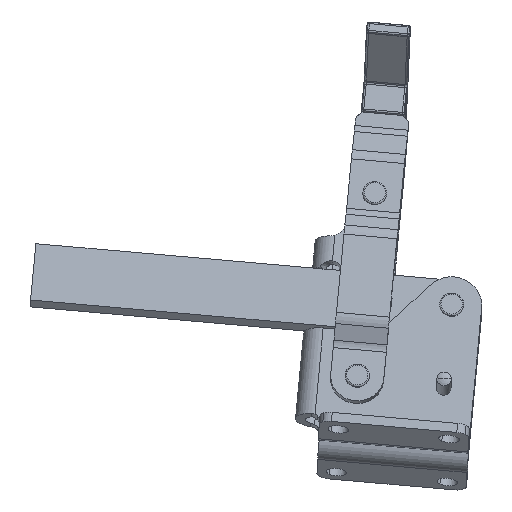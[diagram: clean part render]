
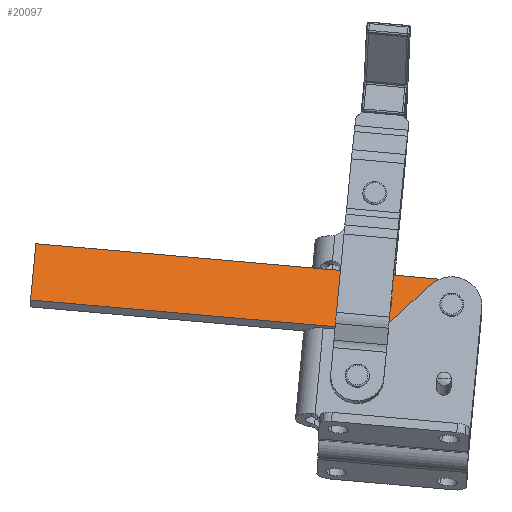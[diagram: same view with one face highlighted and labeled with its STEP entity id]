
A CAD part, front view. The second image highlights one B-rep face of the part: STEP entity #20097.
In plain terms, the highlighted planar face has unit normal (0.016, -0.935, 0.354).
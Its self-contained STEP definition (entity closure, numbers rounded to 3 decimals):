
#2576=CARTESIAN_POINT('',(-51.697,-30.45,117.78));
#2577=VERTEX_POINT('',#2576);
#2584=CARTESIAN_POINT('',(-61.625,-31.875,114.461));
#2585=VERTEX_POINT('',#2584);
#2586=CARTESIAN_POINT('',(-52.792,-34.881,106.143));
#2587=DIRECTION('',(-0.016,0.935,-0.355));
#2588=DIRECTION('',(0.996,-0.016,-0.088));
#2589=AXIS2_PLACEMENT_3D('',#2586,#2587,#2588);
#2590=CIRCLE('',#2589,12.5);
#2591=EDGE_CURVE('',#2585,#2577,#2590,.T.);
#3148=CARTESIAN_POINT('',(-77.948,-37.898,99.303));
#3149=VERTEX_POINT('',#3148);
#3156=CARTESIAN_POINT('',(-81.385,-38.859,96.922));
#3157=VERTEX_POINT('',#3156);
#3158=CARTESIAN_POINT('',(-88.548,-34.292,109.285));
#3159=DIRECTION('',(-0.016,0.935,-0.355));
#3160=DIRECTION('',(0.342,-0.328,-0.881));
#3161=AXIS2_PLACEMENT_3D('',#3158,#3159,#3160);
#3162=CIRCLE('',#3161,15.);
#3163=EDGE_CURVE('',#3149,#3157,#3162,.T.);
#5293=CARTESIAN_POINT('',(-95.632,-37.339,101.563));
#5294=VERTEX_POINT('',#5293);
#5310=CARTESIAN_POINT('',(-99.359,-34.123,110.21));
#5311=VERTEX_POINT('',#5310);
#5318=CARTESIAN_POINT('',(-88.4,-34.294,109.272));
#5319=DIRECTION('',(-0.016,0.935,-0.355));
#5320=DIRECTION('',(0.657,0.277,0.701));
#5321=AXIS2_PLACEMENT_3D('',#5318,#5319,#5320);
#5322=CIRCLE('',#5321,11.);
#5323=EDGE_CURVE('',#5294,#5311,#5322,.T.);
#18854=CARTESIAN_POINT('',(-105.425,-29.58,122.46));
#18855=VERTEX_POINT('',#18854);
#18856=CARTESIAN_POINT('',(-109.013,-29.524,122.767));
#18857=VERTEX_POINT('',#18856);
#18858=CARTESIAN_POINT('',(-105.425,-29.58,122.46));
#18859=DIRECTION('',(-0.996,0.016,0.085));
#18860=VECTOR('',#18859,3.602);
#18861=LINE('',#18858,#18860);
#18862=EDGE_CURVE('',#18855,#18857,#18861,.T.);
#18921=CARTESIAN_POINT('',(-109.009,-29.505,122.816));
#18922=VERTEX_POINT('',#18921);
#18930=CARTESIAN_POINT('',(-109.013,-29.524,122.767));
#18931=DIRECTION('',(0.085,0.355,0.931));
#18932=VECTOR('',#18931,0.052);
#18933=LINE('',#18930,#18932);
#18934=EDGE_CURVE('',#18857,#18922,#18933,.T.);
#19139=CARTESIAN_POINT('',(-98.421,-30.223,120.453));
#19140=VERTEX_POINT('',#19139);
#19141=CARTESIAN_POINT('',(-99.359,-34.123,110.21));
#19142=DIRECTION('',(0.085,0.355,0.931));
#19143=VECTOR('',#19142,11.);
#19144=LINE('',#19141,#19143);
#19145=EDGE_CURVE('',#5311,#19140,#19144,.T.);
#19171=CARTESIAN_POINT('',(-81.168,-31.249,116.98));
#19172=VERTEX_POINT('',#19171);
#19173=CARTESIAN_POINT('',(-88.4,-34.294,109.272));
#19174=DIRECTION('',(-0.016,0.935,-0.355));
#19175=DIRECTION('',(0.657,0.277,0.701));
#19176=AXIS2_PLACEMENT_3D('',#19173,#19174,#19175);
#19177=CIRCLE('',#19176,11.);
#19178=EDGE_CURVE('',#19172,#5294,#19177,.T.);
#19203=CARTESIAN_POINT('',(-80.86,-29.969,120.342));
#19204=VERTEX_POINT('',#19203);
#19205=CARTESIAN_POINT('',(-80.86,-29.969,120.342));
#19206=DIRECTION('',(-0.085,-0.355,-0.931));
#19207=VECTOR('',#19206,3.61);
#19208=LINE('',#19205,#19207);
#19209=EDGE_CURVE('',#19204,#19172,#19208,.T.);
#19763=CARTESIAN_POINT('',(-105.4,-29.565,122.499));
#19764=VERTEX_POINT('',#19763);
#19803=CARTESIAN_POINT('',(-105.4,-29.565,122.499));
#19804=CARTESIAN_POINT('',(-105.409,-29.57,122.485));
#19805=CARTESIAN_POINT('',(-105.417,-29.575,122.472));
#19806=CARTESIAN_POINT('',(-105.425,-29.58,122.46));
#19807=B_SPLINE_CURVE_WITH_KNOTS('',3,(#19803,#19804,#19805,#19806),.UNSPECIFIED.,.F.,.U.,(4,4),(0.468,0.481),.UNSPECIFIED.);
#19808=EDGE_CURVE('',#19764,#18855,#19807,.T.);
#19942=CARTESIAN_POINT('',(-98.592,-29.677,121.9));
#19943=VERTEX_POINT('',#19942);
#19944=CARTESIAN_POINT('',(-102.406,-30.161,120.794));
#19945=DIRECTION('',(0.016,-0.935,0.355));
#19946=DIRECTION('',(0.892,-0.147,-0.428));
#19947=AXIS2_PLACEMENT_3D('',#19944,#19945,#19946);
#19948=CIRCLE('',#19947,4.0);
#19949=EDGE_CURVE('',#19140,#19943,#19948,.T.);
#20040=CARTESIAN_POINT('',(-135.459,-33.518,113.407));
#20041=DIRECTION('',(-0.016,0.935,-0.355));
#20042=DIRECTION('',(0.996,-0.016,-0.088));
#20043=AXIS2_PLACEMENT_3D('',#20040,#20041,#20042);
#20044=PLANE('',#20043);
#20045=ORIENTED_EDGE('',*,*,#19808,.T.);
#20046=ORIENTED_EDGE('',*,*,#18862,.T.);
#20047=ORIENTED_EDGE('',*,*,#18934,.T.);
#20048=CARTESIAN_POINT('',(-224.507,-27.602,132.964));
#20049=VERTEX_POINT('',#20048);
#20050=CARTESIAN_POINT('',(-109.009,-29.505,122.816));
#20051=DIRECTION('',(-0.996,0.016,0.088));
#20052=VECTOR('',#20051,115.959);
#20053=LINE('',#20050,#20052);
#20054=EDGE_CURVE('',#18922,#20049,#20053,.T.);
#20055=ORIENTED_EDGE('',*,*,#20054,.T.);
#20056=CARTESIAN_POINT('',(-226.698,-36.464,109.69));
#20057=VERTEX_POINT('',#20056);
#20058=CARTESIAN_POINT('',(-224.507,-27.602,132.964));
#20059=DIRECTION('',(-0.088,-0.354,-0.931));
#20060=VECTOR('',#20059,25.);
#20061=LINE('',#20058,#20060);
#20062=EDGE_CURVE('',#20049,#20057,#20061,.T.);
#20063=ORIENTED_EDGE('',*,*,#20062,.T.);
#20064=CARTESIAN_POINT('',(-226.698,-36.464,109.69));
#20065=DIRECTION('',(0.996,-0.016,-0.088));
#20066=VECTOR('',#20065,145.893);
#20067=LINE('',#20064,#20066);
#20068=EDGE_CURVE('',#20057,#3157,#20067,.T.);
#20069=ORIENTED_EDGE('',*,*,#20068,.T.);
#20070=ORIENTED_EDGE('',*,*,#3163,.F.);
#20071=CARTESIAN_POINT('',(-77.948,-37.898,99.303));
#20072=DIRECTION('',(0.707,0.261,0.657));
#20073=VECTOR('',#20072,23.075);
#20074=LINE('',#20071,#20073);
#20075=EDGE_CURVE('',#3149,#2585,#20074,.T.);
#20076=ORIENTED_EDGE('',*,*,#20075,.T.);
#20077=ORIENTED_EDGE('',*,*,#2591,.T.);
#20078=CARTESIAN_POINT('',(-51.697,-30.45,117.78));
#20079=DIRECTION('',(-0.996,0.016,0.088));
#20080=VECTOR('',#20079,29.28);
#20081=LINE('',#20078,#20080);
#20082=EDGE_CURVE('',#2577,#19204,#20081,.T.);
#20083=ORIENTED_EDGE('',*,*,#20082,.T.);
#20084=ORIENTED_EDGE('',*,*,#19209,.T.);
#20085=ORIENTED_EDGE('',*,*,#19178,.T.);
#20086=ORIENTED_EDGE('',*,*,#5323,.T.);
#20087=ORIENTED_EDGE('',*,*,#19145,.T.);
#20088=ORIENTED_EDGE('',*,*,#19949,.T.);
#20089=CARTESIAN_POINT('',(-98.592,-29.677,121.9));
#20090=DIRECTION('',(-0.996,0.016,0.088));
#20091=VECTOR('',#20090,6.835);
#20092=LINE('',#20089,#20091);
#20093=EDGE_CURVE('',#19943,#19764,#20092,.T.);
#20094=ORIENTED_EDGE('',*,*,#20093,.T.);
#20095=EDGE_LOOP('',(#20045,#20046,#20047,#20055,#20063,#20069,#20070,#20076,#20077,#20083,#20084,#20085,#20086,#20087,#20088,#20094));
#20096=FACE_OUTER_BOUND('',#20095,.T.);
#20097=ADVANCED_FACE('',(#20096),#20044,.F.);
